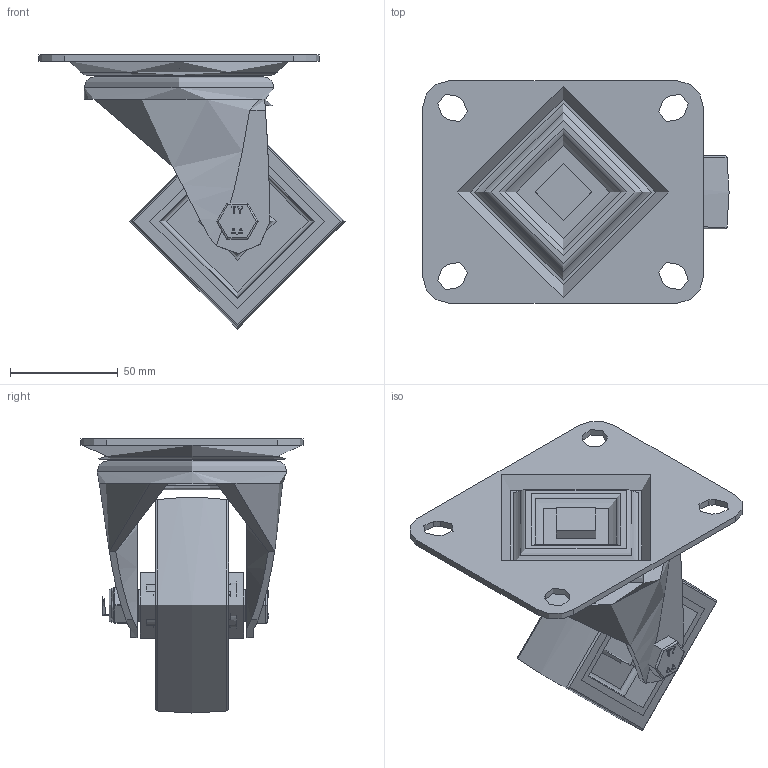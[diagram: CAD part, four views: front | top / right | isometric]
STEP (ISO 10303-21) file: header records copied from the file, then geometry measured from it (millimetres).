
FILE_DESCRIPTION(/* description */ (''),/* implementation_level */ '2;1');
FILE_NAME(/* name */ 'BZH100NPBLP.step',/* time_stamp */ '2024-05-09T14:43:43+01:00',/* author */ (''),/* organization */ (''),/* preprocessor_version */ 'ST-DEVELOPER v20',/* originating_system */ 'Autodesk Translation Framework v12.20.1.177',/* authorisation */ '');
FILE_SCHEMA (('AUTOMOTIVE_DESIGN { 1 0 10303 214 3 1 1 }'));
Length unit declared in the file: millimetre
Products named in the file (21): BZH100NPBLP; BZH100ASLP v1; ZINC PLATED PRESSED STEEL FORK; ZINC PLATED PRESSED STEEL TOP PLATE; BZH100WNPRB61 v1; POLYURETHANE TYRE; NYLON RIM; NYLON RIM Geometry; CAP; ROLLER BEARING; CAGE; RIBS; Component4; TUBEM15X50 v1; ZINC PLATED AXLE TUBE; HEXBOLTM10X70Z8.8 v2; GRADE 8.8 THREADED ZINC PLATED BOLT; NYLOCM10Z v1; NYLOC NUT; RUBBER; NUT
Assembly tree (27 placements, depth 5):
  BZH100NPBLP
    BZH100ASLP v1
      ZINC PLATED PRESSED STEEL FORK
      ZINC PLATED PRESSED STEEL TOP PLATE
    BZH100WNPRB61 v1
      POLYURETHANE TYRE
      NYLON RIM
        NYLON RIM Geometry
        CAP
      ROLLER BEARING
        CAGE
        RIBS
          Component4  x8
    TUBEM15X50 v1
      ZINC PLATED AXLE TUBE
    HEXBOLTM10X70Z8.8 v2
      GRADE 8.8 THREADED ZINC PLATED BOLT
    NYLOCM10Z v1
      NYLOC NUT
        RUBBER
        NUT
Bounding box: 142 x 103 x 127.13 mm (x, y, z)
Volume: 271702.8 mm3; surface area: 137119.4 mm2
Topology: 18 solids, 18 shells, 410 faces, 974 edges, 612 vertices
Faces by surface type: plane 185, cylinder 139, bspline 47, torus 23, sphere 12, cone 4
Full cylindrical faces by diameter (mm): 4 x8, 8.141 x18, 9.85 x19, 10 x3, 10.5 x3, 12 x2, 15 x2, 15.5 x2, 16 x2, 23 x1, 23.5 x1, 26 x1, 26.9 x1, 27 x1, 28 x1, 30 x1, 30.5 x2, 36 x1, 81 x2, 82 x1, 88 x1
Entity records: 17590 total; most frequent: CARTESIAN_POINT 7963, ORIENTED_EDGE 1906, DIRECTION 1874, EDGE_CURVE 953, AXIS2_PLACEMENT_3D 703, VERTEX_POINT 598, LINE 468, VECTOR 468
